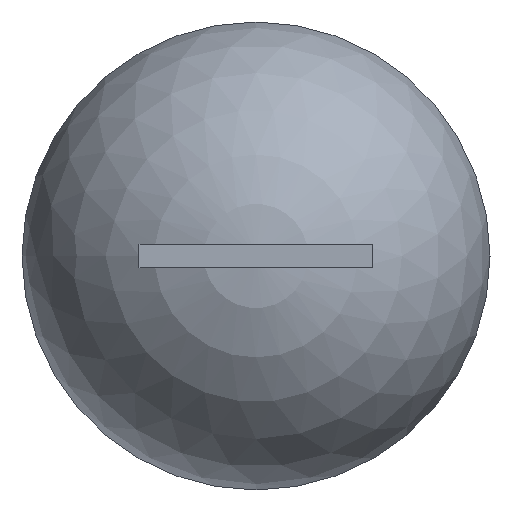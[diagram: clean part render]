
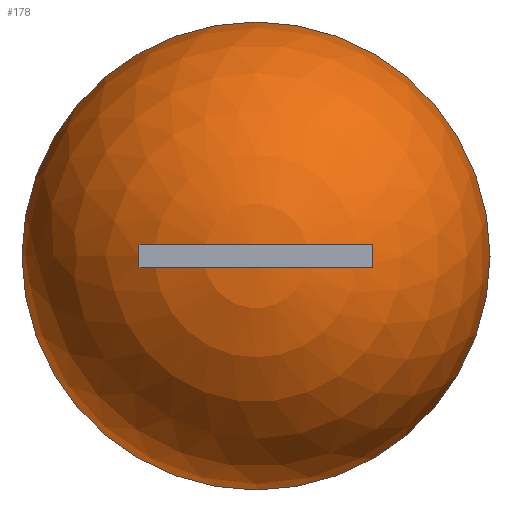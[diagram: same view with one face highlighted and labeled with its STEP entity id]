
A CAD part, left-side view. The second image highlights one B-rep face of the part: STEP entity #178.
In plain terms, the highlighted spherical face has radius 1 mm.
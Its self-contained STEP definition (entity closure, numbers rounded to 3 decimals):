
#14=SPHERICAL_SURFACE('',#210,1.);
#36=FACE_OUTER_BOUND('',#48,.T.);
#48=EDGE_LOOP('',(#163,#164,#165,#166));
#82=CIRCLE('',#208,1.);
#83=CIRCLE('',#209,1.);
#84=CIRCLE('',#211,1.);
#98=VERTEX_POINT('',#305);
#99=VERTEX_POINT('',#307);
#100=VERTEX_POINT('',#311);
#120=EDGE_CURVE('',#99,#98,#82,.T.);
#121=EDGE_CURVE('',#98,#99,#83,.T.);
#122=EDGE_CURVE('',#100,#99,#84,.T.);
#163=ORIENTED_EDGE('',*,*,#121,.T.);
#164=ORIENTED_EDGE('',*,*,#122,.F.);
#165=ORIENTED_EDGE('',*,*,#122,.T.);
#166=ORIENTED_EDGE('',*,*,#120,.T.);
#178=ADVANCED_FACE('',(#36),#14,.T.);
#208=AXIS2_PLACEMENT_3D('',#308,#256,#257);
#209=AXIS2_PLACEMENT_3D('',#309,#258,#259);
#210=AXIS2_PLACEMENT_3D('',#310,#260,#261);
#211=AXIS2_PLACEMENT_3D('',#312,#262,#263);
#256=DIRECTION('center_axis',(-1.,0.,0.));
#257=DIRECTION('ref_axis',(0.,1.,0.));
#258=DIRECTION('center_axis',(-1.,0.,0.));
#259=DIRECTION('ref_axis',(0.,1.,0.));
#260=DIRECTION('center_axis',(-1.,0.,0.));
#261=DIRECTION('ref_axis',(0.,-1.,0.));
#262=DIRECTION('center_axis',(0.,0.,-1.));
#263=DIRECTION('ref_axis',(0.,1.,0.));
#305=CARTESIAN_POINT('',(-15.,-1.,0.05));
#307=CARTESIAN_POINT('',(-15.,1.,0.05));
#308=CARTESIAN_POINT('Origin',(-15.,0.,0.05));
#309=CARTESIAN_POINT('Origin',(-15.,0.,0.05));
#310=CARTESIAN_POINT('Origin',(-15.,0.,0.05));
#311=CARTESIAN_POINT('',(-16.,0.,0.05));
#312=CARTESIAN_POINT('Origin',(-15.,0.,0.05));
